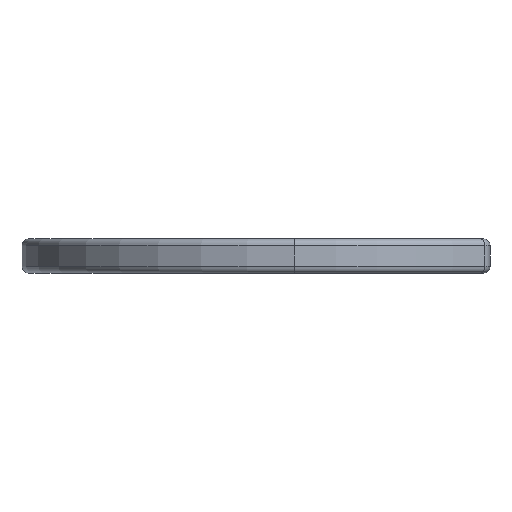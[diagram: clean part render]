
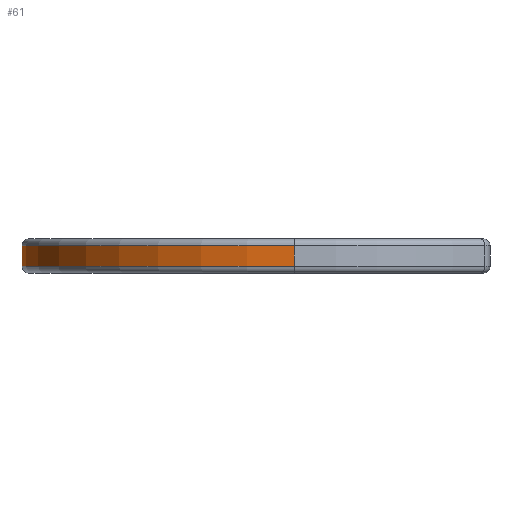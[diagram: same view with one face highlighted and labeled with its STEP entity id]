
A CAD part, left-side view. The second image highlights one B-rep face of the part: STEP entity #61.
In plain terms, the highlighted cylindrical face has radius 8 mm (diameter 16 mm), a partial arc.
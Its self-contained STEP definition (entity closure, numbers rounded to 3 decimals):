
#42 = EDGE_CURVE ( 'NONE', #1429, #1734, #1465, .T. ) ;
#61 = ADVANCED_FACE ( 'NONE', ( #1930 ), #1302, .T. ) ;
#64 = EDGE_CURVE ( 'NONE', #1090, #1734, #1260, .T. ) ;
#130 = CARTESIAN_POINT ( 'NONE',  ( -8., 0., 1. ) ) ;
#144 = DIRECTION ( 'NONE',  ( 0., 0., 1. ) ) ;
#155 = DIRECTION ( 'NONE',  ( 0., 0., -1. ) ) ;
#209 = EDGE_CURVE ( 'NONE', #1429, #1841, #1911, .T. ) ;
#235 = ORIENTED_EDGE ( 'NONE', *, *, #42, .F. ) ;
#320 = EDGE_CURVE ( 'NONE', #1841, #1090, #1421, .T. ) ;
#378 = DIRECTION ( 'NONE',  ( 0., 0., -1. ) ) ;
#384 = VECTOR ( 'NONE', #378, 1000. ) ;
#395 = CARTESIAN_POINT ( 'NONE',  ( 8., 0., 0.8 ) ) ;
#647 = CARTESIAN_POINT ( 'NONE',  ( 0., 0., 1. ) ) ;
#756 = AXIS2_PLACEMENT_3D ( 'NONE', #1906, #144, #962 ) ;
#817 = DIRECTION ( 'NONE',  ( 0., 0., -1. ) ) ;
#838 = CARTESIAN_POINT ( 'NONE',  ( 8., 0., 1. ) ) ;
#945 = CARTESIAN_POINT ( 'NONE',  ( 8., 0., 0.2 ) ) ;
#962 = DIRECTION ( 'NONE',  ( 1., 0., 0. ) ) ;
#1071 = AXIS2_PLACEMENT_3D ( 'NONE', #1772, #817, #1597 ) ;
#1090 = VERTEX_POINT ( 'NONE', #945 ) ;
#1128 = ORIENTED_EDGE ( 'NONE', *, *, #209, .T. ) ;
#1260 = CIRCLE ( 'NONE', #756, 8. ) ;
#1302 = CYLINDRICAL_SURFACE ( 'NONE', #2054, 8. ) ;
#1342 = ORIENTED_EDGE ( 'NONE', *, *, #320, .T. ) ;
#1358 = CARTESIAN_POINT ( 'NONE',  ( -8., 0., 0.2 ) ) ;
#1421 = LINE ( 'NONE', #838, #384 ) ;
#1429 = VERTEX_POINT ( 'NONE', #1949 ) ;
#1465 = LINE ( 'NONE', #130, #1840 ) ;
#1573 = DIRECTION ( 'NONE',  ( -1., 0., 0. ) ) ;
#1597 = DIRECTION ( 'NONE',  ( 1., 0., 0. ) ) ;
#1607 = EDGE_LOOP ( 'NONE', ( #1128, #1342, #1787, #235 ) ) ;
#1734 = VERTEX_POINT ( 'NONE', #1358 ) ;
#1772 = CARTESIAN_POINT ( 'NONE',  ( 0., 0., 0.8 ) ) ;
#1787 = ORIENTED_EDGE ( 'NONE', *, *, #64, .T. ) ;
#1840 = VECTOR ( 'NONE', #2046, 1000. ) ;
#1841 = VERTEX_POINT ( 'NONE', #395 ) ;
#1906 = CARTESIAN_POINT ( 'NONE',  ( 0., 0., 0.2 ) ) ;
#1911 = CIRCLE ( 'NONE', #1071, 8. ) ;
#1930 = FACE_OUTER_BOUND ( 'NONE', #1607, .T. ) ;
#1949 = CARTESIAN_POINT ( 'NONE',  ( -8., 0., 0.8 ) ) ;
#2046 = DIRECTION ( 'NONE',  ( 0., 0., -1. ) ) ;
#2054 = AXIS2_PLACEMENT_3D ( 'NONE', #647, #155, #1573 ) ;
